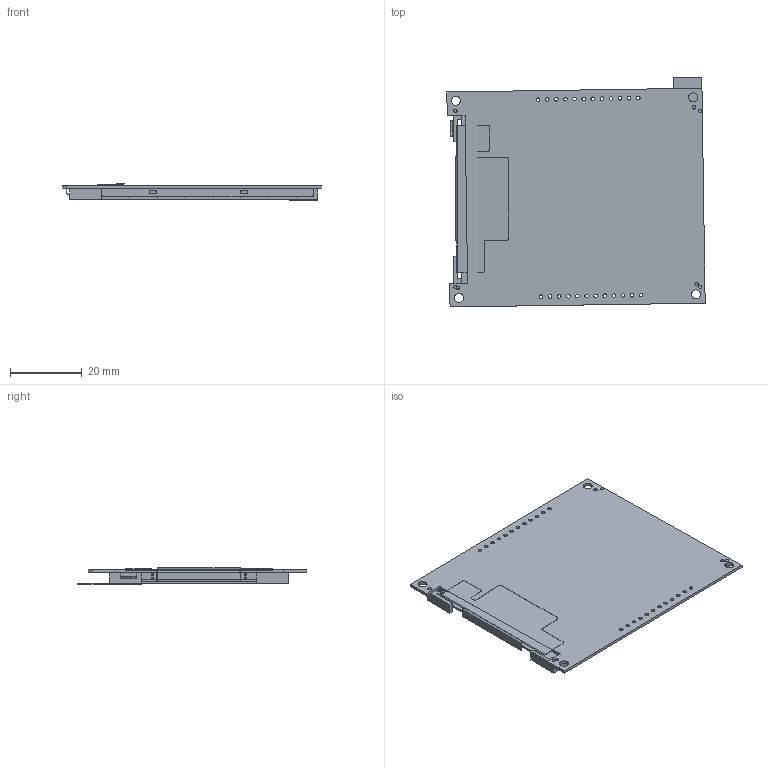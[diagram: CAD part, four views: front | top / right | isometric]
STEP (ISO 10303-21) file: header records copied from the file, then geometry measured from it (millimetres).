
FILE_DESCRIPTION((''),'2;1');
FILE_NAME('AG56K_ASM','2013-06-15T',('user31'),(''),'PRO/ENGINEER BY PARAMETRIC TECHNOLOGY CORPORATION, 2010100','PRO/ENGINEER BY PARAMETRIC TECHNOLOGY CORPORATION, 2010100','');
FILE_SCHEMA(('CONFIG_CONTROL_DESIGN'));
Length unit declared in the file: millimetre
Products named in the file (7): AG56K-BL; AG56K-BEZEL; AG56K-LCD; AG56K-FPC; AG56K-PCB; 2; AG56K_ASM
Assembly tree (6 placements, depth 2):
  AG56K_ASM
    AG56K-BL
    AG56K-BEZEL
    AG56K-LCD
    AG56K-FPC
    AG56K-PCB
    2
Bounding box: 72.09 x 64.18 x 4.7 mm (x, y, z)
Volume: 7483.6 mm3; surface area: 24549.5 mm2
Topology: 6 solids, 6 shells, 332 faces, 929 edges, 614 vertices
Faces by surface type: plane 211, cylinder 121
Entity records: 11004 total; most frequent: CARTESIAN_POINT 1973, ORIENTED_EDGE 1858, DIRECTION 1819, EDGE_CURVE 929, VECTOR 681, LINE 681, VERTEX_POINT 614, AXIS2_PLACEMENT_3D 569
